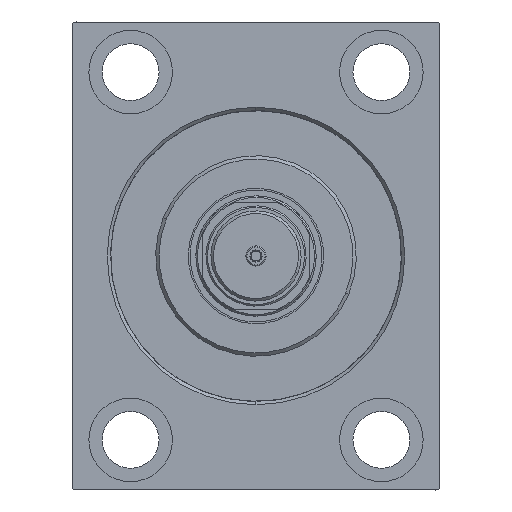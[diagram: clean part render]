
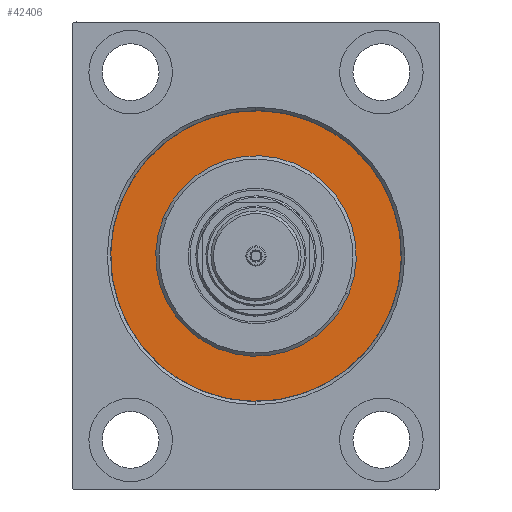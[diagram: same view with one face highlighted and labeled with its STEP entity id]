
A CAD part, left-side view. The second image highlights one B-rep face of the part: STEP entity #42406.
In plain terms, the highlighted face is planar.
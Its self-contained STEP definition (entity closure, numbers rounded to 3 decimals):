
#49 = AXIS2_PLACEMENT_3D ( 'NONE', #29369, #43223, #11230 ) ;
#261 = EDGE_CURVE ( 'NONE', #5258, #14965, #12527, .T. ) ;
#702 = EDGE_LOOP ( 'NONE', ( #6302, #33147 ) ) ;
#739 = AXIS2_PLACEMENT_3D ( 'NONE', #4561, #18874, #33686 ) ;
#1506 = FACE_BOUND ( 'NONE', #702, .T. ) ;
#3931 = DIRECTION ( 'NONE',  ( -1., 0., 0. ) ) ;
#4561 = CARTESIAN_POINT ( 'NONE',  ( 0., 0., 0. ) ) ;
#4616 = DIRECTION ( 'NONE',  ( 0., 0., 1. ) ) ;
#4777 = CARTESIAN_POINT ( 'NONE',  ( 0., 0., 0. ) ) ;
#5258 = VERTEX_POINT ( 'NONE', #29677 ) ;
#5716 = DIRECTION ( 'NONE',  ( 0., 0., -1. ) ) ;
#6302 = ORIENTED_EDGE ( 'NONE', *, *, #46267, .F. ) ;
#9299 = DIRECTION ( 'NONE',  ( 1., 0., 0. ) ) ;
#10602 = CIRCLE ( 'NONE', #739, 43.5 ) ;
#10844 = VERTEX_POINT ( 'NONE', #26429 ) ;
#11230 = DIRECTION ( 'NONE',  ( 0., 0., -1. ) ) ;
#12527 = CIRCLE ( 'NONE', #43807, 30. ) ;
#14519 = EDGE_CURVE ( 'NONE', #40210, #10844, #10602, .T. ) ;
#14965 = VERTEX_POINT ( 'NONE', #43790 ) ;
#15798 = PLANE ( 'NONE',  #45660 ) ;
#18564 = CIRCLE ( 'NONE', #45248, 43.5 ) ;
#18874 = DIRECTION ( 'NONE',  ( -1., 0., 0. ) ) ;
#19164 = CARTESIAN_POINT ( 'NONE',  ( 0., 0., 0. ) ) ;
#23097 = ORIENTED_EDGE ( 'NONE', *, *, #14519, .F. ) ;
#26429 = CARTESIAN_POINT ( 'NONE',  ( 0., 0., 43.5 ) ) ;
#28839 = EDGE_LOOP ( 'NONE', ( #23097, #36107 ) ) ;
#29369 = CARTESIAN_POINT ( 'NONE',  ( 0., 0., 0. ) ) ;
#29605 = EDGE_CURVE ( 'NONE', #10844, #40210, #18564, .T. ) ;
#29677 = CARTESIAN_POINT ( 'NONE',  ( 0., 0., -30. ) ) ;
#29688 = DIRECTION ( 'NONE',  ( -1., 0., 0. ) ) ;
#33147 = ORIENTED_EDGE ( 'NONE', *, *, #261, .F. ) ;
#33686 = DIRECTION ( 'NONE',  ( 0., 0., 1. ) ) ;
#35111 = CIRCLE ( 'NONE', #49, 30. ) ;
#36107 = ORIENTED_EDGE ( 'NONE', *, *, #29605, .F. ) ;
#36657 = CARTESIAN_POINT ( 'NONE',  ( 0., 0., 0. ) ) ;
#37103 = FACE_OUTER_BOUND ( 'NONE', #28839, .T. ) ;
#40210 = VERTEX_POINT ( 'NONE', #46449 ) ;
#41785 = DIRECTION ( 'NONE',  ( 0., 0., 1. ) ) ;
#42406 = ADVANCED_FACE ( 'NONE', ( #1506, #37103 ), #15798, .F. ) ;
#43223 = DIRECTION ( 'NONE',  ( 1., 0., 0. ) ) ;
#43790 = CARTESIAN_POINT ( 'NONE',  ( 0., 0., 30. ) ) ;
#43807 = AXIS2_PLACEMENT_3D ( 'NONE', #4777, #9299, #5716 ) ;
#45248 = AXIS2_PLACEMENT_3D ( 'NONE', #36657, #3931, #41785 ) ;
#45660 = AXIS2_PLACEMENT_3D ( 'NONE', #19164, #29688, #4616 ) ;
#46267 = EDGE_CURVE ( 'NONE', #14965, #5258, #35111, .T. ) ;
#46449 = CARTESIAN_POINT ( 'NONE',  ( 0., 0., -43.5 ) ) ;
